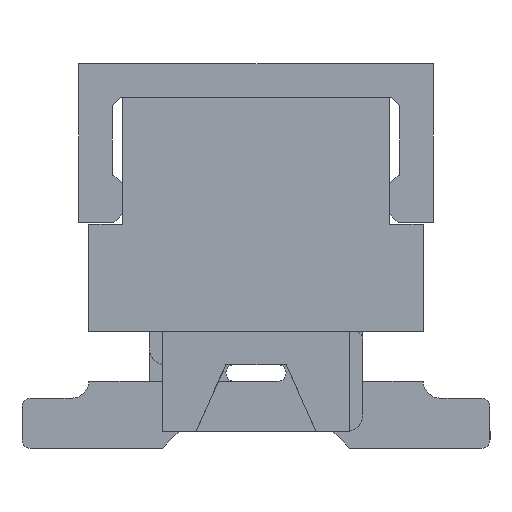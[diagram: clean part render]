
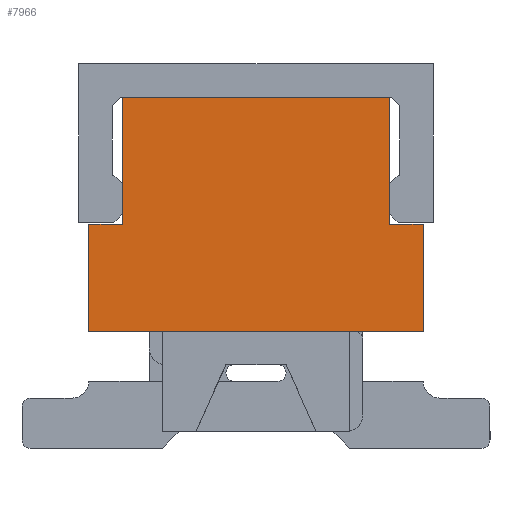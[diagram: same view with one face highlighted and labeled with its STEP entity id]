
A CAD part, left-side view. The second image highlights one B-rep face of the part: STEP entity #7966.
In plain terms, the highlighted face is planar.
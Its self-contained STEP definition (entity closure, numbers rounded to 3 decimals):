
#276=PLANE('',#8572);
#2292=ORIENTED_EDGE('',*,*,#3687,.F.);
#2293=ORIENTED_EDGE('',*,*,#3728,.F.);
#2294=ORIENTED_EDGE('',*,*,#3803,.T.);
#2295=ORIENTED_EDGE('',*,*,#3745,.T.);
#2296=ORIENTED_EDGE('',*,*,#3717,.F.);
#2297=ORIENTED_EDGE('',*,*,#3711,.T.);
#2298=ORIENTED_EDGE('',*,*,#3716,.F.);
#2299=ORIENTED_EDGE('',*,*,#3701,.F.);
#3687=EDGE_CURVE('',#4594,#4592,#5469,.T.);
#3701=EDGE_CURVE('',#4592,#4601,#5483,.T.);
#3711=EDGE_CURVE('',#4609,#4608,#5493,.T.);
#3716=EDGE_CURVE('',#4601,#4608,#5498,.T.);
#3717=EDGE_CURVE('',#4609,#4610,#5499,.T.);
#3728=EDGE_CURVE('',#4617,#4594,#5509,.T.);
#3745=EDGE_CURVE('',#4627,#4610,#5524,.T.);
#3803=EDGE_CURVE('',#4617,#4627,#5581,.T.);
#4592=VERTEX_POINT('',#12523);
#4594=VERTEX_POINT('',#12527);
#4601=VERTEX_POINT('',#12549);
#4608=VERTEX_POINT('',#12571);
#4609=VERTEX_POINT('',#12573);
#4610=VERTEX_POINT('',#12582);
#4617=VERTEX_POINT('',#12601);
#4627=VERTEX_POINT('',#12634);
#5469=LINE('',#12528,#6475);
#5483=LINE('',#12552,#6489);
#5493=LINE('',#12572,#6499);
#5498=LINE('',#12579,#6504);
#5499=LINE('',#12581,#6505);
#5509=LINE('',#12602,#6515);
#5524=LINE('',#12633,#6530);
#5581=LINE('',#12750,#6587);
#6475=VECTOR('',#10234,1000.);
#6489=VECTOR('',#10252,1000.);
#6499=VECTOR('',#10270,1000.);
#6504=VECTOR('',#10277,1000.);
#6505=VECTOR('',#10280,1000.);
#6515=VECTOR('',#10296,1000.);
#6530=VECTOR('',#10325,1000.);
#6587=VECTOR('',#10444,1000.);
#7078=EDGE_LOOP('',(#2292,#2293,#2294,#2295,#2296,#2297,#2298,#2299));
#7484=FACE_BOUND('',#7078,.T.);
#7966=ADVANCED_FACE('',(#7484),#276,.T.);
#8572=AXIS2_PLACEMENT_3D('',#12749,#10442,#10443);
#10234=DIRECTION('',(0.,1.,0.));
#10252=DIRECTION('',(0.,0.,1.));
#10270=DIRECTION('',(0.,0.,1.));
#10277=DIRECTION('',(0.,1.,0.));
#10280=DIRECTION('',(0.,1.,0.));
#10296=DIRECTION('',(0.,0.,1.));
#10325=DIRECTION('',(0.,0.,1.));
#10442=DIRECTION('',(1.,0.,0.));
#10443=DIRECTION('',(0.,0.,-1.));
#10444=DIRECTION('',(0.,1.,0.));
#12523=CARTESIAN_POINT('',(4.84,-2.,0.6));
#12527=CARTESIAN_POINT('',(4.84,-2.5,0.6));
#12528=CARTESIAN_POINT('',(4.84,-2.5,0.6));
#12549=CARTESIAN_POINT('',(4.84,-2.,2.5));
#12552=CARTESIAN_POINT('',(4.84,-2.,0.6));
#12571=CARTESIAN_POINT('',(4.84,2.,2.5));
#12572=CARTESIAN_POINT('',(4.84,2.,0.6));
#12573=CARTESIAN_POINT('',(4.84,2.,0.6));
#12579=CARTESIAN_POINT('',(4.84,-2.,2.5));
#12581=CARTESIAN_POINT('',(4.84,-2.5,0.6));
#12582=CARTESIAN_POINT('',(4.84,2.5,0.6));
#12601=CARTESIAN_POINT('',(4.84,-2.5,-1.));
#12602=CARTESIAN_POINT('',(4.84,-2.5,-1.));
#12633=CARTESIAN_POINT('',(4.84,2.5,-1.));
#12634=CARTESIAN_POINT('',(4.84,2.5,-1.));
#12749=CARTESIAN_POINT('',(4.84,-2.5,-1.));
#12750=CARTESIAN_POINT('',(4.84,-2.5,-1.));
